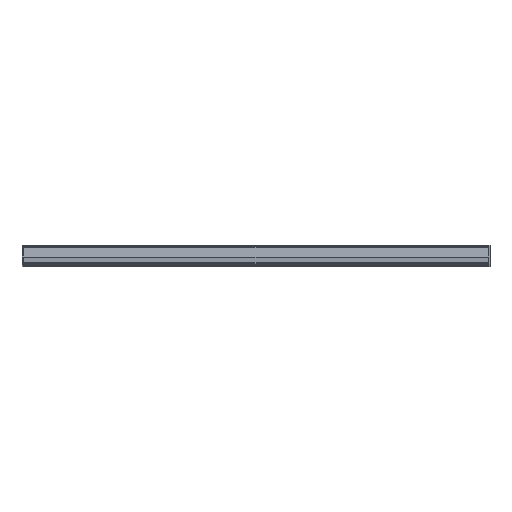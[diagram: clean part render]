
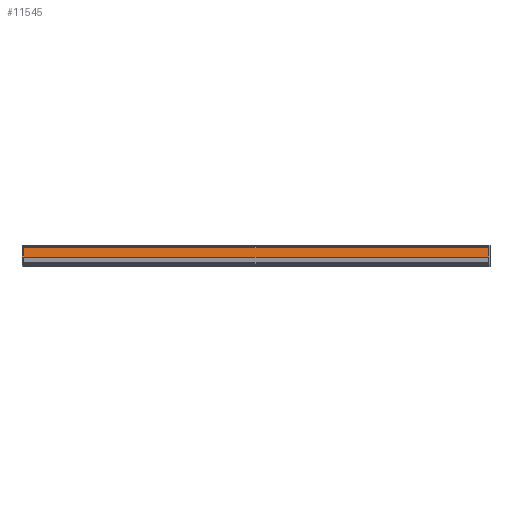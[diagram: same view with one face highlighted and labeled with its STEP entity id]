
A CAD part, top view. The second image highlights one B-rep face of the part: STEP entity #11545.
In plain terms, the highlighted face is planar.
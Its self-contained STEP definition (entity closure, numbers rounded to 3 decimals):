
#6751=DIRECTION('',(1.,0.,0.));
#6752=VECTOR('',#6751,700.);
#6753=CARTESIAN_POINT('',(-350.,-1.065,-12.174));
#6754=LINE('',#6753,#6752);
#6790=DIRECTION('',(0.,-0.087,-0.996));
#6791=VECTOR('',#6790,22.609);
#6792=CARTESIAN_POINT('',(-350.,0.905,10.349));
#6793=LINE('',#6792,#6791);
#6798=DIRECTION('',(1.,0.,0.));
#6799=VECTOR('',#6798,700.);
#6800=CARTESIAN_POINT('',(-350.,0.905,10.349));
#6801=LINE('',#6800,#6799);
#6824=DIRECTION('',(0.,-0.087,-0.996));
#6825=VECTOR('',#6824,22.609);
#6826=CARTESIAN_POINT('',(350.,0.905,10.349));
#6827=LINE('',#6826,#6825);
#9362=CARTESIAN_POINT('',(-350.,-1.065,-12.174));
#9363=CARTESIAN_POINT('',(350.,-1.065,-12.174));
#9364=VERTEX_POINT('',#9362);
#9365=VERTEX_POINT('',#9363);
#9366=CARTESIAN_POINT('',(-350.,0.905,10.349));
#9367=CARTESIAN_POINT('',(350.,0.905,10.349));
#9368=VERTEX_POINT('',#9366);
#9369=VERTEX_POINT('',#9367);
#11533=CARTESIAN_POINT('',(-350.,1.225,14.));
#11534=DIRECTION('',(0.,-0.996,0.087));
#11535=DIRECTION('',(0.,-0.087,-0.996));
#11536=AXIS2_PLACEMENT_3D('',#11533,#11534,#11535);
#11537=PLANE('',#11536);
#11538=ORIENTED_EDGE('',*,*,#11498,.F.);
#11539=ORIENTED_EDGE('',*,*,#11523,.T.);
#11541=ORIENTED_EDGE('',*,*,#11540,.T.);
#11542=ORIENTED_EDGE('',*,*,#11441,.F.);
#11543=EDGE_LOOP('',(#11538,#11539,#11541,#11542));
#11544=FACE_OUTER_BOUND('',#11543,.F.);
#11545=ADVANCED_FACE('',(#11544),#11537,.T.);
#11441=EDGE_CURVE('',#9364,#9365,#6754,.T.);
#11498=EDGE_CURVE('',#9368,#9364,#6793,.T.);
#11523=EDGE_CURVE('',#9368,#9369,#6801,.T.);
#11540=EDGE_CURVE('',#9369,#9365,#6827,.T.);
